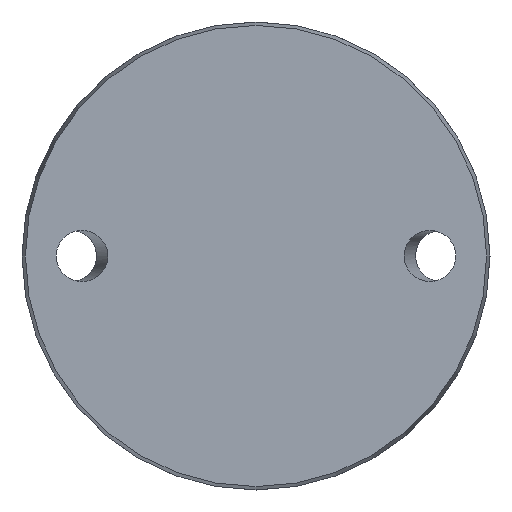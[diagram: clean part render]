
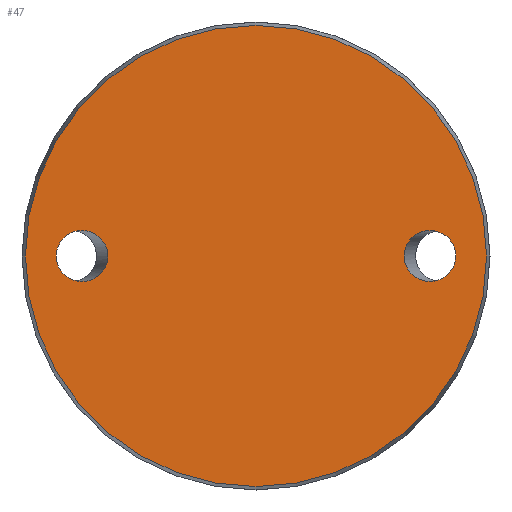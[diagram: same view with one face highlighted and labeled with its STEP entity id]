
A CAD part, front view. The second image highlights one B-rep face of the part: STEP entity #47.
In plain terms, the highlighted planar face has unit normal (0, -1, 0).
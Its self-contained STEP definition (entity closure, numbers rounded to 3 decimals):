
#35 = CARTESIAN_POINT ( 'NONE',  ( -38.425, 0., 0. ) ) ;
#42 = EDGE_CURVE ( 'NONE', #213, #213, #227, .T. ) ;
#47 = ADVANCED_FACE ( 'NONE', ( #656, #720, #796 ), #115, .F. ) ;
#67 = VERTEX_POINT ( 'NONE', #970 ) ;
#83 = CARTESIAN_POINT ( 'NONE',  ( -33.309, 0., 0. ) ) ;
#92 = ORIENTED_EDGE ( 'NONE', *, *, #42, .T. ) ;
#95 = EDGE_CURVE ( 'NONE', #372, #372, #747, .T. ) ;
#115 = PLANE ( 'NONE',  #144 ) ;
#144 = AXIS2_PLACEMENT_3D ( 'NONE', #35, #651, #202 ) ;
#155 = CARTESIAN_POINT ( 'NONE',  ( -33.309, 0., -8.5 ) ) ;
#194 = CARTESIAN_POINT ( 'NONE',  ( 33.309, 0., 8.5 ) ) ;
#202 = DIRECTION ( 'NONE',  ( 0., 0., 1. ) ) ;
#203 =( BOUNDED_CURVE ( )  B_SPLINE_CURVE ( 3, ( #798, #515, #350, #812, #194, #339, #793 ),
 .UNSPECIFIED., .T., .F. ) 
 B_SPLINE_CURVE_WITH_KNOTS ( ( 4, 3, 4 ),
 ( 0., 3.142, 6.283 ),
 .UNSPECIFIED. ) 
 CURVE ( )  GEOMETRIC_REPRESENTATION_ITEM ( )  RATIONAL_B_SPLINE_CURVE ( ( 1., 0.333, 0.333, 1., 0.333, 0.333, 1. ) ) 
 REPRESENTATION_ITEM ( '' )  );
#213 = VERTEX_POINT ( 'NONE', #361 ) ;
#227 = CIRCLE ( 'NONE', #572, 38.425 ) ;
#244 = ORIENTED_EDGE ( 'NONE', *, *, #95, .T. ) ;
#285 = CARTESIAN_POINT ( 'NONE',  ( -33.309, 0., 0. ) ) ;
#318 = ORIENTED_EDGE ( 'NONE', *, *, #797, .F. ) ;
#339 = CARTESIAN_POINT ( 'NONE',  ( 24.691, 0., 8.5 ) ) ;
#350 = CARTESIAN_POINT ( 'NONE',  ( 33.309, 0., -8.5 ) ) ;
#361 = CARTESIAN_POINT ( 'NONE',  ( 0., 0., -38.425 ) ) ;
#372 = VERTEX_POINT ( 'NONE', #285 ) ;
#466 = CARTESIAN_POINT ( 'NONE',  ( -24.691, 0., -8.5 ) ) ;
#485 = EDGE_LOOP ( 'NONE', ( #92 ) ) ;
#515 = CARTESIAN_POINT ( 'NONE',  ( 24.691, 0., -8.5 ) ) ;
#535 = EDGE_LOOP ( 'NONE', ( #318 ) ) ;
#555 = CARTESIAN_POINT ( 'NONE',  ( -33.309, 0., 0. ) ) ;
#572 = AXIS2_PLACEMENT_3D ( 'NONE', #724, #957, #715 ) ;
#609 = CARTESIAN_POINT ( 'NONE',  ( -33.309, 0., 8.5 ) ) ;
#651 = DIRECTION ( 'NONE',  ( 0., 1., 0. ) ) ;
#656 = FACE_BOUND ( 'NONE', #811, .T. ) ;
#715 = DIRECTION ( 'NONE',  ( 0., 0., -1. ) ) ;
#720 = FACE_BOUND ( 'NONE', #535, .T. ) ;
#724 = CARTESIAN_POINT ( 'NONE',  ( 0., 0., 0. ) ) ;
#747 =( BOUNDED_CURVE ( )  B_SPLINE_CURVE ( 3, ( #555, #609, #771, #777, #466, #155, #83 ),
 .UNSPECIFIED., .T., .T. ) 
 B_SPLINE_CURVE_WITH_KNOTS ( ( 4, 3, 4 ),
 ( 0., 3.142, 6.283 ),
 .UNSPECIFIED. ) 
 CURVE ( )  GEOMETRIC_REPRESENTATION_ITEM ( )  RATIONAL_B_SPLINE_CURVE ( ( 1., 0.333, 0.333, 1., 0.333, 0.333, 1. ) ) 
 REPRESENTATION_ITEM ( '' )  );
#771 = CARTESIAN_POINT ( 'NONE',  ( -24.691, 0., 8.5 ) ) ;
#777 = CARTESIAN_POINT ( 'NONE',  ( -24.691, 0., 0. ) ) ;
#793 = CARTESIAN_POINT ( 'NONE',  ( 24.691, 0., 0. ) ) ;
#796 = FACE_OUTER_BOUND ( 'NONE', #485, .T. ) ;
#797 = EDGE_CURVE ( 'NONE', #67, #67, #203, .T. ) ;
#798 = CARTESIAN_POINT ( 'NONE',  ( 24.691, 0., 0. ) ) ;
#811 = EDGE_LOOP ( 'NONE', ( #244 ) ) ;
#812 = CARTESIAN_POINT ( 'NONE',  ( 33.309, 0., 0. ) ) ;
#957 = DIRECTION ( 'NONE',  ( 0., -1., 0. ) ) ;
#970 = CARTESIAN_POINT ( 'NONE',  ( 24.691, 0., 0. ) ) ;
